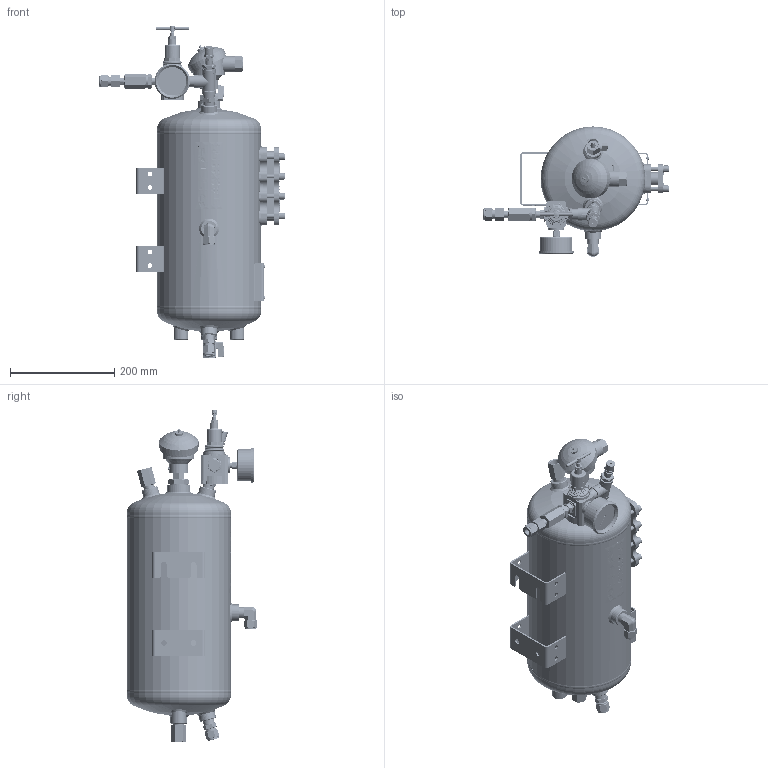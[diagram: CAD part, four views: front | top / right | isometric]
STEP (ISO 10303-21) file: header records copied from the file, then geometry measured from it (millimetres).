
FILE_DESCRIPTION(/* description */ ('Unknown'),/* implementation_level */ '2;1');
FILE_NAME(/* name */ 'P212CCSASA--A-',/* time_stamp */ '2023-04-14T10:32:53+01:00',/* author */ ('Unknown'),/* organization */ ('Unknown'),/* preprocessor_version */ 'ST-DEVELOPER v18.102',/* originating_system */ 'Solid Edge',/* authorisation */ 'Unknown');
FILE_SCHEMA (('AUTOMOTIVE_DESIGN {1 0 10303 214 3 1 1}'));
Length unit declared in the file: millimetre
Products named in the file (51): 3212672; 2039393; 2039388; 2032857; 2051466; 2015923; 2011208; 2032893; 2011133; 2032873; 2039393_812_2,862_Fillet 7_oa_0; 2039393_812_2,862_Fillet 7_oa_1; 2039393_812_2,862_Fillet 7_oa_2; 2051700; 2030293; 2032147; 2039393_812_2,862_Fillet 7_oa_3; 2039393_812_2,862_Fillet 7_oa_4; 2039393_812_2,862_Fillet 7_oa_5; 2039393_812_2,862_Fillet 7_oa_6; 2050292; 2038629; 2038627; 2033305; 2054694; 2038628; 2051513; 2051512; 2012850; 2030517; 2026306; 2026216; 2026331; 2026972; 3141874; PART 1; PART 2; PART 3; PART 4; 3035495 ...
Assembly tree (74 placements, depth 4):
  3212672
    2039393
      2039388
      2032857
      2051466
      2015923  x5
      2011208
      2032893
      2011133
      2032873
      2039393_812_2,862_Fillet 7_oa_0
      2039393_812_2,862_Fillet 7_oa_1
      2039393_812_2,862_Fillet 7_oa_2
      2051700  x4
      2030293
      2032147  x2
      2039393_812_2,862_Fillet 7_oa_3
      2039393_812_2,862_Fillet 7_oa_4
      2039393_812_2,862_Fillet 7_oa_5
      2039393_812_2,862_Fillet 7_oa_6
      2050292
      2038629
        2038627
        2033305  x2
        2054694
        2038628
        2051513  x8
        2051512  x8
      2012850
    2030517
    2026306  x2
    2026216
    2026331
    2026972
    3141874
      PART 1
      PART 2
      PART 3
      PART 4
    3035495
    2021640
    2026345
    2026342_oa_7
    2042938
    3001704_oa_8
    3028242
    2068318
    2027525
    2028094
    3001705
    3059807
Bounding box: 355.36 x 251.4 x 637.61 mm (x, y, z)
Volume: 1933024.6 mm3; surface area: 1268268.4 mm2
Topology: 96 solids, 96 shells, 3686 faces, 9366 edges, 6178 vertices
Faces by surface type: plane 1856, cylinder 929, cone 472, bspline 211, torus 191, sphere 27
Full cylindrical faces by diameter (mm): 0.762 x1, 1.016 x1, 1.5 x1, 2 x4, 2.46 x4, 2.794 x1, 3 x4, 3.16 x1, 3.2 x4, 3.24 x2, 3.3 x2, 3.5 x6, 4 x6, 4.5 x2, 5 x4, 5.4 x1, 5.7 x2, 5.97 x1, 6 x2, 6.27 x2, 6.35 x6, 6.45 x8, 6.47 x8, 6.8 x8, 6.858 x2, 8 x20, 8.5 x1, 9 x16, 9.017 x2, 9.423 x1
Entity records: 127822 total; most frequent: CARTESIAN_POINT 45694, ORIENTED_EDGE 15598, DIRECTION 14008, EDGE_CURVE 7799, VERTEX_POINT 5478, AXIS2_PLACEMENT_3D 5331, FACE_BOUND 4201, EDGE_LOOP 4198
